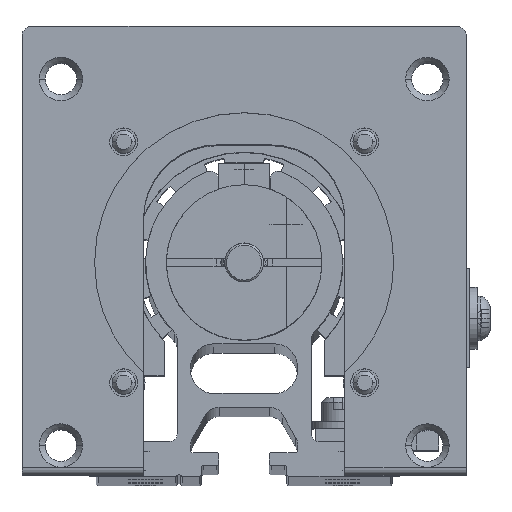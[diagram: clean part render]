
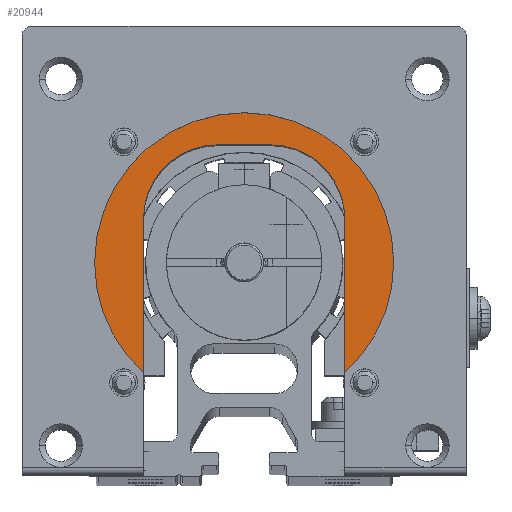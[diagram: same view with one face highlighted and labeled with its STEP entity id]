
A CAD part, top view. The second image highlights one B-rep face of the part: STEP entity #20944.
In plain terms, the highlighted planar face has unit normal (0, 0, 1).
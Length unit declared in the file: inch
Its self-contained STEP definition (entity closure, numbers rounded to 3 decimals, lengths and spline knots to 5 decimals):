
#178 = DIRECTION ( 'NONE',  ( 0., 0., -1. ) ) ;
#380 = VERTEX_POINT ( 'NONE', #8396 ) ;
#523 = DIRECTION ( 'NONE',  ( 1., 0., 0. ) ) ;
#748 = VERTEX_POINT ( 'NONE', #24388 ) ;
#922 = DIRECTION ( 'NONE',  ( -1., 0., 0. ) ) ;
#2197 = LINE ( 'NONE', #15759, #34149 ) ;
#3315 = VERTEX_POINT ( 'NONE', #33580 ) ;
#4276 = LINE ( 'NONE', #12142, #11501 ) ;
#5158 = ORIENTED_EDGE ( 'NONE', *, *, #18104, .T. ) ;
#5458 = ORIENTED_EDGE ( 'NONE', *, *, #8003, .F. ) ;
#5643 = EDGE_CURVE ( 'NONE', #6000, #748, #4276, .T. ) ;
#6000 = VERTEX_POINT ( 'NONE', #20369 ) ;
#6358 = ORIENTED_EDGE ( 'NONE', *, *, #5643, .F. ) ;
#7271 = VERTEX_POINT ( 'NONE', #14110 ) ;
#8003 = EDGE_CURVE ( 'NONE', #7271, #8642, #8983, .T. ) ;
#8085 = ORIENTED_EDGE ( 'NONE', *, *, #30632, .T. ) ;
#8254 = DIRECTION ( 'NONE',  ( 0., 0., -1. ) ) ;
#8396 = CARTESIAN_POINT ( 'NONE',  ( -0.135, 1.675, 15.39 ) ) ;
#8642 = VERTEX_POINT ( 'NONE', #16182 ) ;
#8983 = CIRCLE ( 'NONE', #25991, 0.7575 ) ;
#9327 = ORIENTED_EDGE ( 'NONE', *, *, #22221, .F. ) ;
#9419 = AXIS2_PLACEMENT_3D ( 'NONE', #38029, #19437, #922 ) ;
#11016 = CARTESIAN_POINT ( 'NONE',  ( 0.51, 1.675, 15.39 ) ) ;
#11501 = VECTOR ( 'NONE', #33855, 39.37008 ) ;
#12142 = CARTESIAN_POINT ( 'NONE',  ( -0.51, 0.175, 15.39 ) ) ;
#13523 = PLANE ( 'NONE',  #39650 ) ;
#14110 = CARTESIAN_POINT ( 'NONE',  ( -0.7575, 1.08, 15.39 ) ) ;
#14121 = DIRECTION ( 'NONE',  ( 0., 1., 0. ) ) ;
#15759 = CARTESIAN_POINT ( 'NONE',  ( -0.51, 1.675, 15.39 ) ) ;
#15963 = AXIS2_PLACEMENT_3D ( 'NONE', #37630, #19031, #523 ) ;
#16182 = CARTESIAN_POINT ( 'NONE',  ( 0.7575, 1.08, 15.39 ) ) ;
#16556 = VERTEX_POINT ( 'NONE', #21532 ) ;
#16624 = DIRECTION ( 'NONE',  ( -1., 0., 0. ) ) ;
#18104 = EDGE_CURVE ( 'NONE', #6000, #380, #35702, .T. ) ;
#18265 = DIRECTION ( 'NONE',  ( 0., 0., -1. ) ) ;
#18692 = CARTESIAN_POINT ( 'NONE',  ( -0.135, 1.3, 15.39 ) ) ;
#18861 = CIRCLE ( 'NONE', #15963, 0.375 ) ;
#19005 = CIRCLE ( 'NONE', #27187, 0.7575 ) ;
#19031 = DIRECTION ( 'NONE',  ( 0., 0., -1. ) ) ;
#19437 = DIRECTION ( 'NONE',  ( 0., 0., -1. ) ) ;
#20369 = CARTESIAN_POINT ( 'NONE',  ( -0.51, 1.3, 15.39 ) ) ;
#20944 = ADVANCED_FACE ( 'NONE', ( #32110 ), #13523, .F. ) ;
#21532 = CARTESIAN_POINT ( 'NONE',  ( 0.51, 1.3, 15.39 ) ) ;
#21852 = DIRECTION ( 'NONE',  ( 1., 0., 0. ) ) ;
#22221 = EDGE_CURVE ( 'NONE', #748, #7271, #19005, .T. ) ;
#23961 = CIRCLE ( 'NONE', #9419, 0.7575 ) ;
#23985 = ORIENTED_EDGE ( 'NONE', *, *, #37474, .F. ) ;
#24388 = CARTESIAN_POINT ( 'NONE',  ( -0.51, 0.51991, 15.39 ) ) ;
#25031 = DIRECTION ( 'NONE',  ( -1., 0., 0. ) ) ;
#25377 = ORIENTED_EDGE ( 'NONE', *, *, #27499, .F. ) ;
#25875 = VERTEX_POINT ( 'NONE', #37412 ) ;
#25991 = AXIS2_PLACEMENT_3D ( 'NONE', #36861, #18265, #39986 ) ;
#26440 = EDGE_CURVE ( 'NONE', #3315, #380, #2197, .T. ) ;
#26801 = CARTESIAN_POINT ( 'NONE',  ( 0., 1.08, 15.39 ) ) ;
#27187 = AXIS2_PLACEMENT_3D ( 'NONE', #26801, #8254, #29916 ) ;
#27499 = EDGE_CURVE ( 'NONE', #8642, #25875, #23961, .T. ) ;
#29916 = DIRECTION ( 'NONE',  ( -1., 0., 0. ) ) ;
#30364 = ORIENTED_EDGE ( 'NONE', *, *, #26440, .F. ) ;
#30632 = EDGE_CURVE ( 'NONE', #3315, #16556, #18861, .T. ) ;
#32081 = CARTESIAN_POINT ( 'NONE',  ( 0., 1.08, 15.39 ) ) ;
#32110 = FACE_OUTER_BOUND ( 'NONE', #36931, .T. ) ;
#32240 = AXIS2_PLACEMENT_3D ( 'NONE', #18692, #178, #21852 ) ;
#33580 = CARTESIAN_POINT ( 'NONE',  ( 0.135, 1.675, 15.39 ) ) ;
#33855 = DIRECTION ( 'NONE',  ( 0., -1., 0. ) ) ;
#34149 = VECTOR ( 'NONE', #25031, 39.37008 ) ;
#35218 = DIRECTION ( 'NONE',  ( 0., 0., -1. ) ) ;
#35702 = CIRCLE ( 'NONE', #32240, 0.375 ) ;
#35868 = VECTOR ( 'NONE', #14121, 39.37008 ) ;
#36861 = CARTESIAN_POINT ( 'NONE',  ( 0., 1.08, 15.39 ) ) ;
#36931 = EDGE_LOOP ( 'NONE', ( #30364, #8085, #23985, #25377, #5458, #9327, #6358, #5158 ) ) ;
#37412 = CARTESIAN_POINT ( 'NONE',  ( 0.51, 0.51991, 15.39 ) ) ;
#37474 = EDGE_CURVE ( 'NONE', #25875, #16556, #37825, .T. ) ;
#37630 = CARTESIAN_POINT ( 'NONE',  ( 0.135, 1.3, 15.39 ) ) ;
#37825 = LINE ( 'NONE', #11016, #35868 ) ;
#38029 = CARTESIAN_POINT ( 'NONE',  ( 0., 1.08, 15.39 ) ) ;
#39650 = AXIS2_PLACEMENT_3D ( 'NONE', #32081, #35218, #16624 ) ;
#39986 = DIRECTION ( 'NONE',  ( -1., 0., 0. ) ) ;
